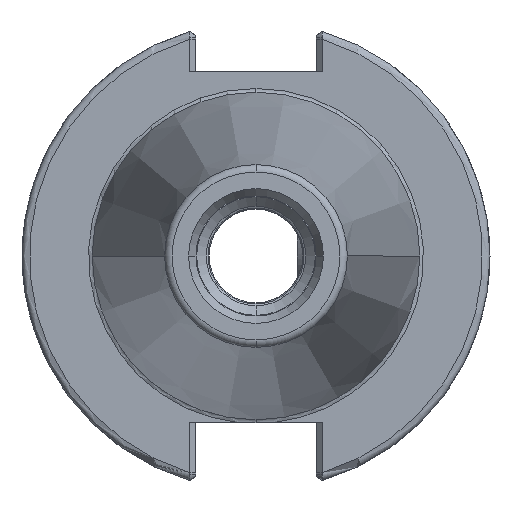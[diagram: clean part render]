
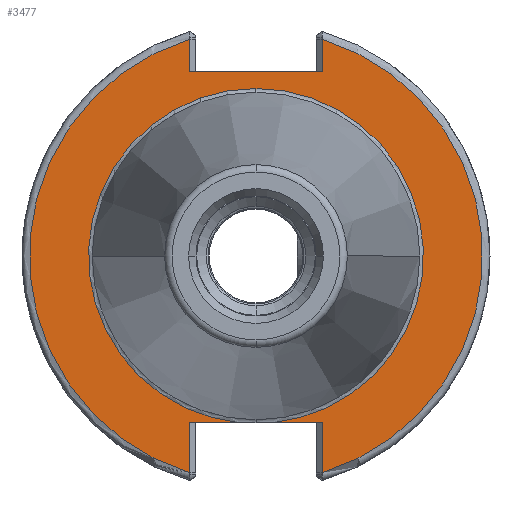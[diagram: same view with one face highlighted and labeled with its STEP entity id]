
A CAD part, left-side view. The second image highlights one B-rep face of the part: STEP entity #3477.
In plain terms, the highlighted planar face has unit normal (-1, 0, 0).
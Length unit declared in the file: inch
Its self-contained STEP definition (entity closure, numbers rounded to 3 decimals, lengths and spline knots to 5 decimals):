
#53 = VECTOR ( 'NONE', #5629, 39.37008 ) ;
#192 = DIRECTION ( 'NONE',  ( -1., 0., 0. ) ) ;
#259 = AXIS2_PLACEMENT_3D ( 'NONE', #6070, #3541, #1021 ) ;
#375 = LINE ( 'NONE', #781, #5290 ) ;
#393 = AXIS2_PLACEMENT_3D ( 'NONE', #2940, #6472, #5023 ) ;
#591 = DIRECTION ( 'NONE',  ( 0., 0., 1. ) ) ;
#603 = AXIS2_PLACEMENT_3D ( 'NONE', #3067, #1501, #5551 ) ;
#633 = VERTEX_POINT ( 'NONE', #1585 ) ;
#635 = EDGE_CURVE ( 'NONE', #5366, #2153, #2213, .T. ) ;
#654 = CARTESIAN_POINT ( 'NONE',  ( 0.125, -0.354, 1.15772 ) ) ;
#753 = ORIENTED_EDGE ( 'NONE', *, *, #1816, .F. ) ;
#781 = CARTESIAN_POINT ( 'NONE',  ( 0.125, 0.44406, -0.89 ) ) ;
#993 = CARTESIAN_POINT ( 'NONE',  ( 0.125, -0.354, 0.985 ) ) ;
#1021 = DIRECTION ( 'NONE',  ( 0., 0., -1. ) ) ;
#1106 = ORIENTED_EDGE ( 'NONE', *, *, #5926, .F. ) ;
#1164 = CARTESIAN_POINT ( 'NONE',  ( 0.125, 0.44406, -0.89 ) ) ;
#1172 = DIRECTION ( 'NONE',  ( 0., 0., -1. ) ) ;
#1213 = CARTESIAN_POINT ( 'NONE',  ( 0.125, -0.354, -0.68122 ) ) ;
#1266 = VERTEX_POINT ( 'NONE', #4314 ) ;
#1282 = CIRCLE ( 'NONE', #4787, 0.89469 ) ;
#1449 = CIRCLE ( 'NONE', #393, 0.89469 ) ;
#1501 = DIRECTION ( 'NONE',  ( 1., 0., 0. ) ) ;
#1581 = DIRECTION ( 'NONE',  ( 0., 0., -1. ) ) ;
#1585 = CARTESIAN_POINT ( 'NONE',  ( 0.125, 0., 0.89469 ) ) ;
#1664 = DIRECTION ( 'NONE',  ( 0., -1., 0. ) ) ;
#1816 = EDGE_CURVE ( 'NONE', #5366, #5598, #4165, .T. ) ;
#1836 = VECTOR ( 'NONE', #591, 39.37008 ) ;
#1953 = VERTEX_POINT ( 'NONE', #5857 ) ;
#2137 = DIRECTION ( 'NONE',  ( 0., 1., 0. ) ) ;
#2141 = DIRECTION ( 'NONE',  ( 0., 1., 0. ) ) ;
#2153 = VERTEX_POINT ( 'NONE', #5521 ) ;
#2159 = CARTESIAN_POINT ( 'NONE',  ( 0.125, 0.354, 0.68935 ) ) ;
#2182 = EDGE_CURVE ( 'NONE', #2991, #4583, #6011, .T. ) ;
#2213 = LINE ( 'NONE', #3679, #5354 ) ;
#2251 = EDGE_CURVE ( 'NONE', #633, #5542, #1449, .T. ) ;
#2292 = DIRECTION ( 'NONE',  ( 0., -1., 0. ) ) ;
#2405 = ORIENTED_EDGE ( 'NONE', *, *, #2515, .F. ) ;
#2471 = ORIENTED_EDGE ( 'NONE', *, *, #2251, .T. ) ;
#2515 = EDGE_CURVE ( 'NONE', #1953, #2530, #5769, .T. ) ;
#2530 = VERTEX_POINT ( 'NONE', #5666 ) ;
#2566 = ORIENTED_EDGE ( 'NONE', *, *, #2182, .F. ) ;
#2619 = EDGE_CURVE ( 'NONE', #5598, #1953, #4071, .T. ) ;
#2637 = PLANE ( 'NONE',  #5359 ) ;
#2668 = CARTESIAN_POINT ( 'NONE',  ( 0.125, 0.354, -0.89 ) ) ;
#2700 = CARTESIAN_POINT ( 'NONE',  ( 0.125, -0.354, 0.4925 ) ) ;
#2940 = CARTESIAN_POINT ( 'NONE',  ( 0.125, 0., 0. ) ) ;
#2971 = ORIENTED_EDGE ( 'NONE', *, *, #635, .T. ) ;
#2991 = VERTEX_POINT ( 'NONE', #3532 ) ;
#3067 = CARTESIAN_POINT ( 'NONE',  ( 0.125, 0., 0. ) ) ;
#3253 = EDGE_CURVE ( 'NONE', #5542, #2530, #375, .T. ) ;
#3477 = ADVANCED_FACE ( 'NONE', ( #3711 ), #2637, .T. ) ;
#3532 = CARTESIAN_POINT ( 'NONE',  ( 0.125, 0.354, -1.15772 ) ) ;
#3541 = DIRECTION ( 'NONE',  ( 1., 0., 0. ) ) ;
#3679 = CARTESIAN_POINT ( 'NONE',  ( 0.125, 0.76656, 0.985 ) ) ;
#3711 = FACE_OUTER_BOUND ( 'NONE', #5747, .T. ) ;
#3749 = EDGE_CURVE ( 'NONE', #6489, #2991, #3903, .T. ) ;
#3821 = EDGE_CURVE ( 'NONE', #6489, #1266, #6259, .T. ) ;
#3903 = LINE ( 'NONE', #5925, #5456 ) ;
#4069 = CARTESIAN_POINT ( 'NONE',  ( 0.125, 0.354, 1.15772 ) ) ;
#4071 = CIRCLE ( 'NONE', #259, 1.21063 ) ;
#4073 = CARTESIAN_POINT ( 'NONE',  ( 0.125, 0., 0. ) ) ;
#4165 = LINE ( 'NONE', #2700, #53 ) ;
#4314 = CARTESIAN_POINT ( 'NONE',  ( 0.125, 0.09144, -0.89 ) ) ;
#4339 = CARTESIAN_POINT ( 'NONE',  ( 0.125, -0.09144, -0.89 ) ) ;
#4583 = VERTEX_POINT ( 'NONE', #4069 ) ;
#4657 = LINE ( 'NONE', #2159, #6114 ) ;
#4669 = CARTESIAN_POINT ( 'NONE',  ( 0.125, 1.21063, 0. ) ) ;
#4683 = ORIENTED_EDGE ( 'NONE', *, *, #5481, .T. ) ;
#4748 = ORIENTED_EDGE ( 'NONE', *, *, #3253, .T. ) ;
#4787 = AXIS2_PLACEMENT_3D ( 'NONE', #4073, #6108, #1581 ) ;
#4924 = DIRECTION ( 'NONE',  ( 0., 0., -1. ) ) ;
#5023 = DIRECTION ( 'NONE',  ( 0., 0., -1. ) ) ;
#5145 = ORIENTED_EDGE ( 'NONE', *, *, #3749, .F. ) ;
#5251 = VECTOR ( 'NONE', #1664, 39.37008 ) ;
#5290 = VECTOR ( 'NONE', #2292, 39.37008 ) ;
#5350 = ORIENTED_EDGE ( 'NONE', *, *, #3821, .T. ) ;
#5354 = VECTOR ( 'NONE', #2141, 39.37008 ) ;
#5359 = AXIS2_PLACEMENT_3D ( 'NONE', #4669, #192, #2137 ) ;
#5366 = VERTEX_POINT ( 'NONE', #993 ) ;
#5456 = VECTOR ( 'NONE', #4924, 39.37008 ) ;
#5481 = EDGE_CURVE ( 'NONE', #1266, #633, #1282, .T. ) ;
#5521 = CARTESIAN_POINT ( 'NONE',  ( 0.125, 0.354, 0.985 ) ) ;
#5542 = VERTEX_POINT ( 'NONE', #4339 ) ;
#5551 = DIRECTION ( 'NONE',  ( 0., 0., -1. ) ) ;
#5598 = VERTEX_POINT ( 'NONE', #654 ) ;
#5629 = DIRECTION ( 'NONE',  ( 0., 0., 1. ) ) ;
#5666 = CARTESIAN_POINT ( 'NONE',  ( 0.125, -0.354, -0.89 ) ) ;
#5747 = EDGE_LOOP ( 'NONE', ( #5145, #5350, #4683, #2471, #4748, #2405, #6518, #753, #2971, #1106, #2566 ) ) ;
#5769 = LINE ( 'NONE', #1213, #1836 ) ;
#5857 = CARTESIAN_POINT ( 'NONE',  ( 0.125, -0.354, -1.15772 ) ) ;
#5925 = CARTESIAN_POINT ( 'NONE',  ( 0.125, 0.354, -0.445 ) ) ;
#5926 = EDGE_CURVE ( 'NONE', #4583, #2153, #4657, .T. ) ;
#6011 = CIRCLE ( 'NONE', #603, 1.21063 ) ;
#6070 = CARTESIAN_POINT ( 'NONE',  ( 0.125, 0., 0. ) ) ;
#6108 = DIRECTION ( 'NONE',  ( 1., 0., 0. ) ) ;
#6114 = VECTOR ( 'NONE', #1172, 39.37008 ) ;
#6259 = LINE ( 'NONE', #1164, #5251 ) ;
#6472 = DIRECTION ( 'NONE',  ( 1., 0., 0. ) ) ;
#6489 = VERTEX_POINT ( 'NONE', #2668 ) ;
#6518 = ORIENTED_EDGE ( 'NONE', *, *, #2619, .F. ) ;
